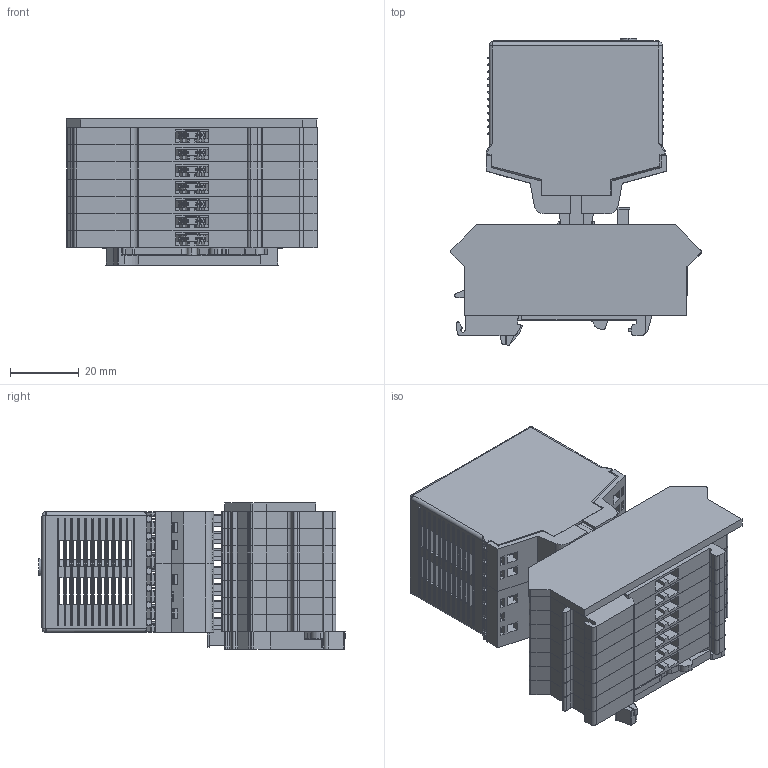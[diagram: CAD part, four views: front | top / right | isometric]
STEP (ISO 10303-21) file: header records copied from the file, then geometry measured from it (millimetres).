
FILE_DESCRIPTION (( 'STEP AP214' ), '1' );
FILE_NAME ('1101-870-E.STEP', '2019-01-24T21:19:14', ( '' ), ( '' ), 'SwSTEP 2.0', 'SolidWorks 2018', '' );
FILE_SCHEMA (( 'AUTOMOTIVE_DESIGN' ));
Length unit declared in the file: inch
Products named in the file (26): 2001-257; 2105-330; 2004-066^1101-870; 3450-114; 2003-2433; 2105-332; 2001-261; 2105-331; 1101-870-E; 2001-262; 1000-1170
Assembly tree (16 placements, depth 3):
  2001-257
  2105-330
  3450-114
  2001-261
  2105-330
Bounding box: 72.92 x 89.04 x 42.37 mm (x, y, z)
Volume: 76426.7 mm3; surface area: 95477.5 mm2
Topology: 29 solids, 29 shells, 4493 faces, 12611 edges, 8221 vertices
Faces by surface type: plane 3326, cylinder 716, bspline 308, cone 66, sphere 41, torus 36
Entity records: 148928 total; most frequent: CARTESIAN_POINT 30330, ORIENTED_EDGE 20336, DIRECTION 16686, EDGE_CURVE 10168, LINE 8624, VECTOR 8624, VERTEX_POINT 6635, AXIS2_PLACEMENT_3D 4031
